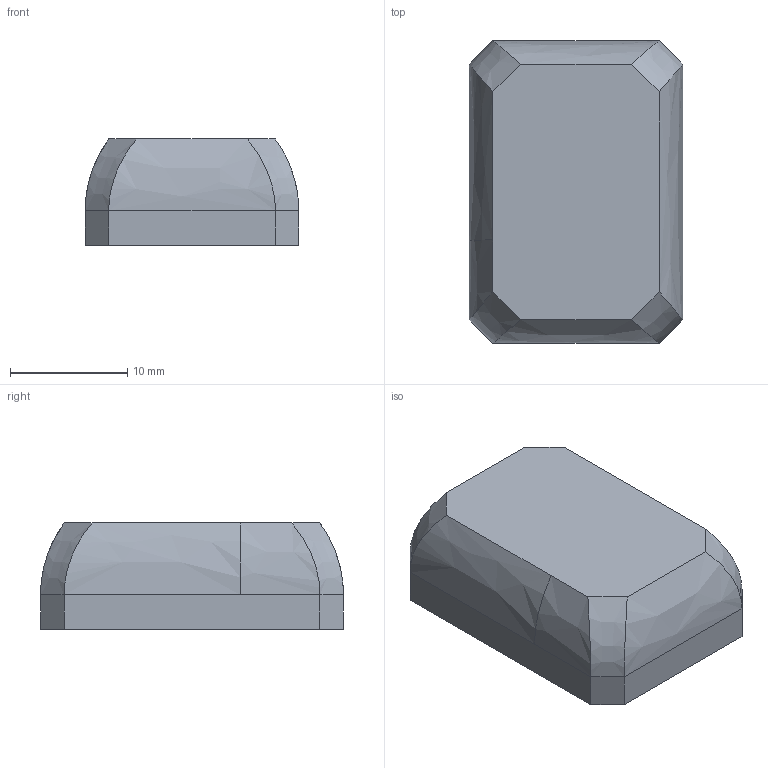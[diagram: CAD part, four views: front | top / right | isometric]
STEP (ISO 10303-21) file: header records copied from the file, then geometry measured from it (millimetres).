
FILE_DESCRIPTION(/* description */ (''),/* implementation_level */ '2;1');
FILE_NAME(/* name */ '1.75 u.step',/* time_stamp */ '2025-09-26T18:12:59+02:00',/* author */ (''),/* organization */ (''),/* preprocessor_version */ 'ST-DEVELOPER v20.1',/* originating_system */ 'Autodesk Translation Framework v14.17.0.0',/* authorisation */ '');
FILE_SCHEMA (('AUTOMOTIVE_DESIGN { 1 0 10303 214 3 1 1 }'));
Length unit declared in the file: millimetre
Products named in the file (2): Keycap cherry basic; 1,7 u rounded
Assembly tree (1 placements, depth 2):
  Keycap cherry basic
    1,7 u rounded
Bounding box: 18.2 x 25.8 x 9.04 mm (x, y, z)
Volume: 2640.2 mm3; surface area: 1897.7 mm2
Topology: 1 solids, 1 shells, 60 faces, 153 edges, 98 vertices
Faces by surface type: plane 45, bspline 9, cylinder 5, torus 1
Full cylindrical faces by diameter (mm): 5.45 x1
Entity records: 2054 total; most frequent: CARTESIAN_POINT 603, ORIENTED_EDGE 306, DIRECTION 253, EDGE_CURVE 153, LINE 119, VECTOR 119, VERTEX_POINT 98, AXIS2_PLACEMENT_3D 67
